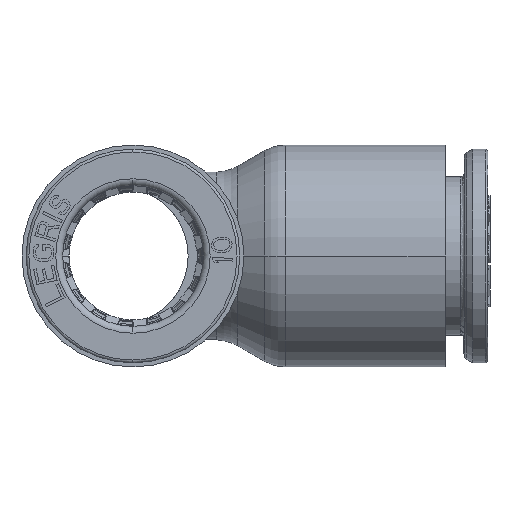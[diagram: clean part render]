
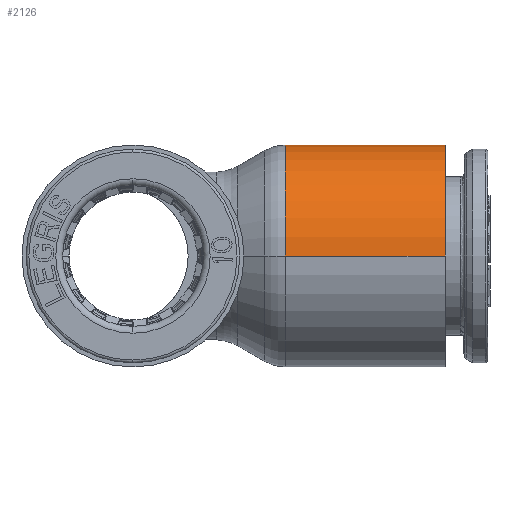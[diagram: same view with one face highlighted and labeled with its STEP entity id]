
A CAD part, left-side view. The second image highlights one B-rep face of the part: STEP entity #2126.
In plain terms, the highlighted cylindrical face has radius 8.05 mm (diameter 16.1 mm), a partial arc.
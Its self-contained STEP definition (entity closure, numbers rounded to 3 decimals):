
#2126=ADVANCED_FACE('',(#5974),#5975,.T.);
#5974=FACE_OUTER_BOUND('',#17205,.T.);
#5975=CYLINDRICAL_SURFACE('',#17206,8.05);
#17205=EDGE_LOOP('',(#31358,#31359,#31360,#31361));
#17206=AXIS2_PLACEMENT_3D('',#31362,#31363,#31364);
#31358=ORIENTED_EDGE('',*,*,#37263,.T.);
#31359=ORIENTED_EDGE('',*,*,#37264,.F.);
#31360=ORIENTED_EDGE('',*,*,#37265,.F.);
#31361=ORIENTED_EDGE('',*,*,#37266,.T.);
#31362=CARTESIAN_POINT('',(0.0,1.133,0.0));
#31363=DIRECTION('',(0.0,1.0,-0.0));
#31364=DIRECTION('',(-1.0,0.0,0.0));
#37263=EDGE_CURVE('',#45153,#45154,#45158,.T.);
#37264=EDGE_CURVE('',#45159,#45154,#45160,.T.);
#37265=EDGE_CURVE('',#45161,#45159,#45162,.T.);
#37266=EDGE_CURVE('',#45161,#45153,#45163,.T.);
#45153=VERTEX_POINT('',#61132);
#45154=VERTEX_POINT('',#61133);
#45158=CIRCLE('',#61137,8.05);
#45159=VERTEX_POINT('',#61138);
#45160=LINE('',#61139,#61140);
#45161=VERTEX_POINT('',#61141);
#45162=CIRCLE('',#61142,8.05);
#45163=LINE('',#61143,#61144);
#61132=CARTESIAN_POINT('',(8.05,-11.054,0.0));
#61133=CARTESIAN_POINT('',(-8.05,-11.054,0.0));
#61137=AXIS2_PLACEMENT_3D('',#68259,#68260,#68261);
#61138=CARTESIAN_POINT('',(-8.05,-22.65,0.0));
#61139=CARTESIAN_POINT('',(-8.05,-22.65,0.0));
#61140=VECTOR('',#68262,11.596);
#61141=CARTESIAN_POINT('',(8.05,-22.65,0.0));
#61142=AXIS2_PLACEMENT_3D('',#68263,#68264,#68265);
#61143=CARTESIAN_POINT('',(8.05,-22.65,0.0));
#61144=VECTOR('',#68266,11.596);
#68259=CARTESIAN_POINT('',(0.0,-11.054,0.0));
#68260=DIRECTION('',(0.0,-1.0,0.0));
#68261=DIRECTION('',(1.0,0.0,0.0));
#68262=DIRECTION('',(0.0,1.0,0.0));
#68263=CARTESIAN_POINT('',(0.0,-22.65,0.0));
#68264=DIRECTION('',(0.0,-1.0,0.0));
#68265=DIRECTION('',(1.0,0.0,0.0));
#68266=DIRECTION('',(0.0,1.0,0.0));
